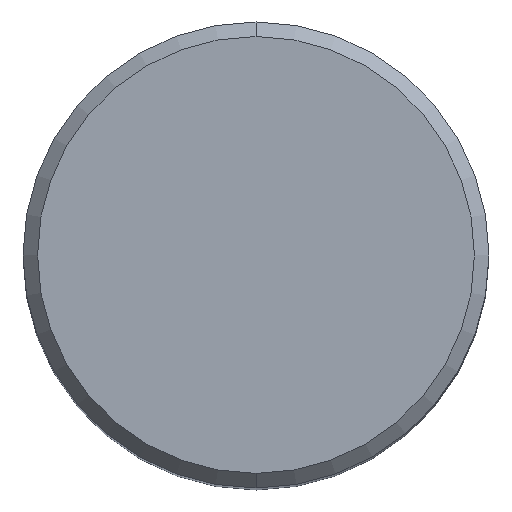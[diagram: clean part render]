
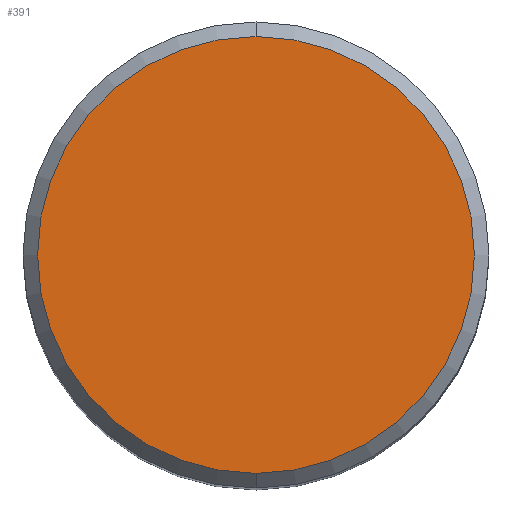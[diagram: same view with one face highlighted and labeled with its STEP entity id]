
A CAD part, top view. The second image highlights one B-rep face of the part: STEP entity #391.
In plain terms, the highlighted planar face has unit normal (0, 0, 1).
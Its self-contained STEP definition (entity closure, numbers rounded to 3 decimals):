
#313=VERTEX_POINT('',#842);
#385=EDGE_CURVE('',#313,#541,#923,.T.);
#391=ADVANCED_FACE('',(#930),#931,.T.);
#463=EDGE_CURVE('',#541,#313,#1010,.T.);
#541=VERTEX_POINT('',#1094);
#842=CARTESIAN_POINT('',(0.,-15.0,0.0));
#923=CIRCLE('',#1704,15.0);
#930=FACE_OUTER_BOUND('',#1711,.T.);
#931=PLANE('',#1712);
#1010=CIRCLE('',#1868,15.0);
#1094=CARTESIAN_POINT('',(0.0,15.0,0.0));
#1704=AXIS2_PLACEMENT_3D('',#3097,#3098,#3099);
#1711=EDGE_LOOP('',(#3110,#3111));
#1712=AXIS2_PLACEMENT_3D('',#3112,#3113,#3114);
#1868=AXIS2_PLACEMENT_3D('',#3244,#3245,#3246);
#3097=CARTESIAN_POINT('',(0.0,0.0,0.0));
#3098=DIRECTION('',(0.0,0.0,-1.0));
#3099=DIRECTION('',(0.0,1.0,0.0));
#3110=ORIENTED_EDGE('',*,*,#463,.F.);
#3111=ORIENTED_EDGE('',*,*,#385,.F.);
#3112=CARTESIAN_POINT('',(0.0,7.5,0.0));
#3113=DIRECTION('',(-0.0,0.0,1.0));
#3114=DIRECTION('',(0.0,-1.0,0.0));
#3244=CARTESIAN_POINT('',(0.0,0.0,0.0));
#3245=DIRECTION('',(0.0,0.0,-1.0));
#3246=DIRECTION('',(0.0,1.0,0.0));
